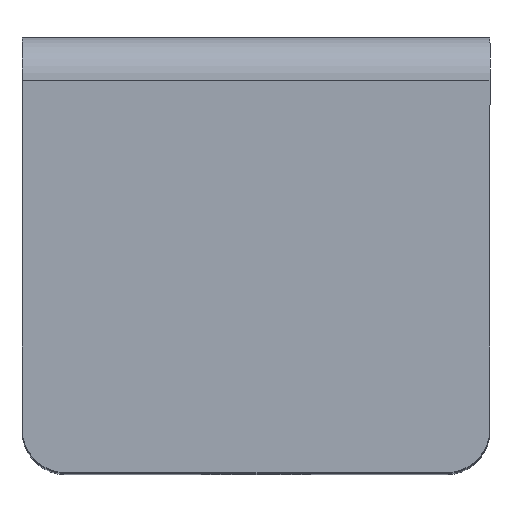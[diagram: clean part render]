
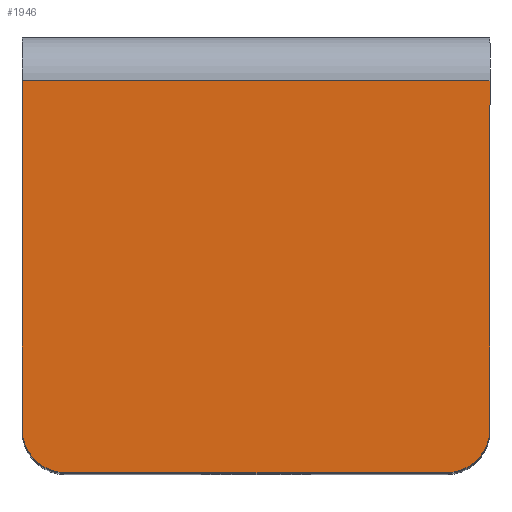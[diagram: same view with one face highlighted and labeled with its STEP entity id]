
A CAD part, top view. The second image highlights one B-rep face of the part: STEP entity #1946.
In plain terms, the highlighted planar face has unit normal (0, 0, 1).
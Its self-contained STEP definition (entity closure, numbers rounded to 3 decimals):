
#1696=CARTESIAN_POINT('',(21.5,35.,-30.0));
#1697=VERTEX_POINT('',#1696);
#1722=CARTESIAN_POINT('',(-21.5,35.,-30.0));
#1723=VERTEX_POINT('',#1722);
#1759=CARTESIAN_POINT('',(21.5,35.0,-30.0));
#1760=DIRECTION('',(-1.0,0.0,0.0));
#1761=VECTOR('',#1760,43.);
#1762=LINE('',#1759,#1761);
#1763=EDGE_CURVE('',#1697,#1723,#1762,.T.);
#1783=CARTESIAN_POINT('',(-21.5,3.,-30.0));
#1784=VERTEX_POINT('',#1783);
#1791=CARTESIAN_POINT('',(-21.5,35.,-30.0));
#1792=DIRECTION('',(0.0,-1.0,0.0));
#1793=VECTOR('',#1792,32.);
#1794=LINE('',#1791,#1793);
#1795=EDGE_CURVE('',#1723,#1784,#1794,.T.);
#1848=CARTESIAN_POINT('',(-17.5,-1.,-30.0));
#1849=VERTEX_POINT('',#1848);
#1856=CARTESIAN_POINT('',(-17.5,3.,-30.0));
#1857=DIRECTION('',(0.0,0.0,1.0));
#1858=DIRECTION('',(0.0,1.0,0.0));
#1859=AXIS2_PLACEMENT_3D('',#1856,#1857,#1858);
#1860=CIRCLE('',#1859,4.);
#1861=EDGE_CURVE('',#1784,#1849,#1860,.T.);
#1873=CARTESIAN_POINT('',(17.5,-1.,-30.0));
#1874=VERTEX_POINT('',#1873);
#1881=CARTESIAN_POINT('',(-17.5,-1.,-30.0));
#1882=DIRECTION('',(1.0,0.0,0.0));
#1883=VECTOR('',#1882,35.);
#1884=LINE('',#1881,#1883);
#1885=EDGE_CURVE('',#1849,#1874,#1884,.T.);
#1897=CARTESIAN_POINT('',(21.5,3.,-30.0));
#1898=VERTEX_POINT('',#1897);
#1905=CARTESIAN_POINT('',(17.5,3.,-30.0));
#1906=DIRECTION('',(0.0,0.0,1.0));
#1907=DIRECTION('',(-1.0,0.0,0.0));
#1908=AXIS2_PLACEMENT_3D('',#1905,#1906,#1907);
#1909=CIRCLE('',#1908,4.);
#1910=EDGE_CURVE('',#1874,#1898,#1909,.T.);
#1922=CARTESIAN_POINT('',(21.5,3.,-30.0));
#1923=DIRECTION('',(0.0,1.0,0.0));
#1924=VECTOR('',#1923,32.);
#1925=LINE('',#1922,#1924);
#1926=EDGE_CURVE('',#1898,#1697,#1925,.T.);
#1933=CARTESIAN_POINT('',(0.,19.441,-30.0));
#1934=DIRECTION('',(0.0,0.0,1.0));
#1935=DIRECTION('',(1.0,0.0,0.0));
#1936=AXIS2_PLACEMENT_3D('',#1933,#1934,#1935);
#1937=PLANE('',#1936);
#1938=ORIENTED_EDGE('',*,*,#1763,.T.);
#1939=ORIENTED_EDGE('',*,*,#1795,.T.);
#1940=ORIENTED_EDGE('',*,*,#1861,.T.);
#1941=ORIENTED_EDGE('',*,*,#1885,.T.);
#1942=ORIENTED_EDGE('',*,*,#1910,.T.);
#1943=ORIENTED_EDGE('',*,*,#1926,.T.);
#1944=EDGE_LOOP('',(#1938,#1939,#1940,#1941,#1942,#1943));
#1945=FACE_OUTER_BOUND('',#1944,.T.);
#1946=ADVANCED_FACE('',(#1945),#1937,.T.);
